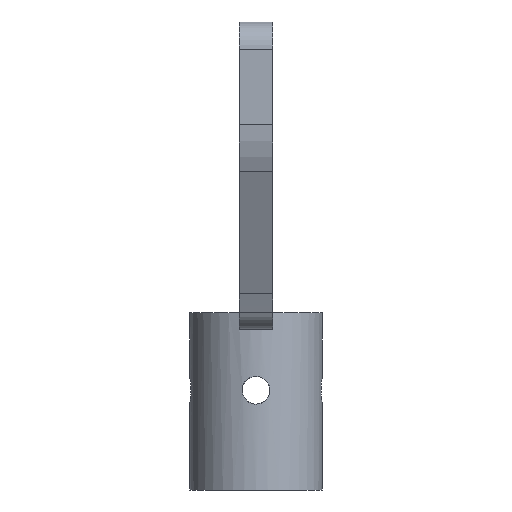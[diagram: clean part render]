
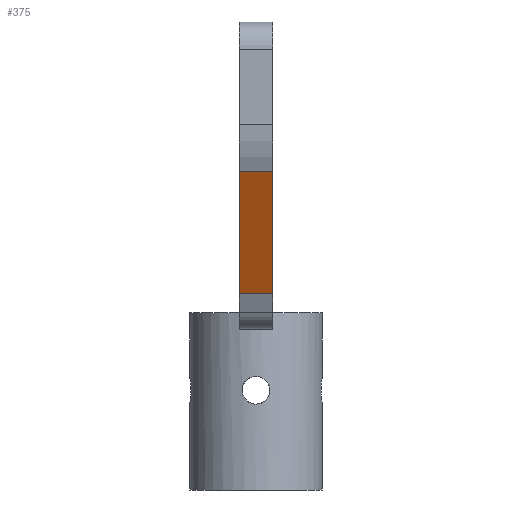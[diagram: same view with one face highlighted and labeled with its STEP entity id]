
A CAD part, front view. The second image highlights one B-rep face of the part: STEP entity #375.
In plain terms, the highlighted planar face has unit normal (0, -0.906, -0.423).
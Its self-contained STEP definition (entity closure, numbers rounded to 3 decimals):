
#41 = LINE ( 'NONE', #581, #2084 ) ;
#166 = DIRECTION ( 'NONE',  ( 0., -0.423, 0.906 ) ) ;
#213 = DIRECTION ( 'NONE',  ( -1., 0., 0. ) ) ;
#301 = DIRECTION ( 'NONE',  ( 0., 0.423, -0.906 ) ) ;
#322 = LINE ( 'NONE', #1115, #2222 ) ;
#328 = CARTESIAN_POINT ( 'NONE',  ( 3., -44.636, -20.814 ) ) ;
#375 = ADVANCED_FACE ( 'NONE', ( #878 ), #1057, .F. ) ;
#387 = AXIS2_PLACEMENT_3D ( 'NONE', #2325, #1249, #166 ) ;
#391 = CARTESIAN_POINT ( 'NONE',  ( 3., -43.126, -24.052 ) ) ;
#423 = VERTEX_POINT ( 'NONE', #2215 ) ;
#581 = CARTESIAN_POINT ( 'NONE',  ( -3., -44.636, -20.814 ) ) ;
#614 = CARTESIAN_POINT ( 'NONE',  ( 3., -32.857, -46.074 ) ) ;
#701 = ORIENTED_EDGE ( 'NONE', *, *, #1212, .F. ) ;
#743 = VECTOR ( 'NONE', #1144, 1000. ) ;
#847 = EDGE_CURVE ( 'NONE', #952, #1093, #1617, .T. ) ;
#878 = FACE_OUTER_BOUND ( 'NONE', #1463, .T. ) ;
#883 = VECTOR ( 'NONE', #301, 1000. ) ;
#952 = VERTEX_POINT ( 'NONE', #391 ) ;
#1015 = EDGE_CURVE ( 'NONE', #952, #1761, #322, .T. ) ;
#1057 = PLANE ( 'NONE',  #387 ) ;
#1093 = VERTEX_POINT ( 'NONE', #1304 ) ;
#1115 = CARTESIAN_POINT ( 'NONE',  ( 3., -43.126, -24.052 ) ) ;
#1144 = DIRECTION ( 'NONE',  ( -1., 0., 0. ) ) ;
#1212 = EDGE_CURVE ( 'NONE', #1093, #423, #1504, .T. ) ;
#1249 = DIRECTION ( 'NONE',  ( 0., 0.906, 0.423 ) ) ;
#1304 = CARTESIAN_POINT ( 'NONE',  ( 3., -32.857, -46.074 ) ) ;
#1365 = CARTESIAN_POINT ( 'NONE',  ( -3., -43.126, -24.052 ) ) ;
#1463 = EDGE_LOOP ( 'NONE', ( #2214, #701, #2289, #1608 ) ) ;
#1504 = LINE ( 'NONE', #614, #743 ) ;
#1567 = EDGE_CURVE ( 'NONE', #1761, #423, #41, .T. ) ;
#1608 = ORIENTED_EDGE ( 'NONE', *, *, #1015, .T. ) ;
#1617 = LINE ( 'NONE', #328, #883 ) ;
#1761 = VERTEX_POINT ( 'NONE', #1365 ) ;
#2042 = DIRECTION ( 'NONE',  ( 0., 0.423, -0.906 ) ) ;
#2084 = VECTOR ( 'NONE', #2042, 1000. ) ;
#2214 = ORIENTED_EDGE ( 'NONE', *, *, #1567, .T. ) ;
#2215 = CARTESIAN_POINT ( 'NONE',  ( -3., -32.857, -46.074 ) ) ;
#2222 = VECTOR ( 'NONE', #213, 1000. ) ;
#2289 = ORIENTED_EDGE ( 'NONE', *, *, #847, .F. ) ;
#2325 = CARTESIAN_POINT ( 'NONE',  ( 3., -44.636, -20.814 ) ) ;
